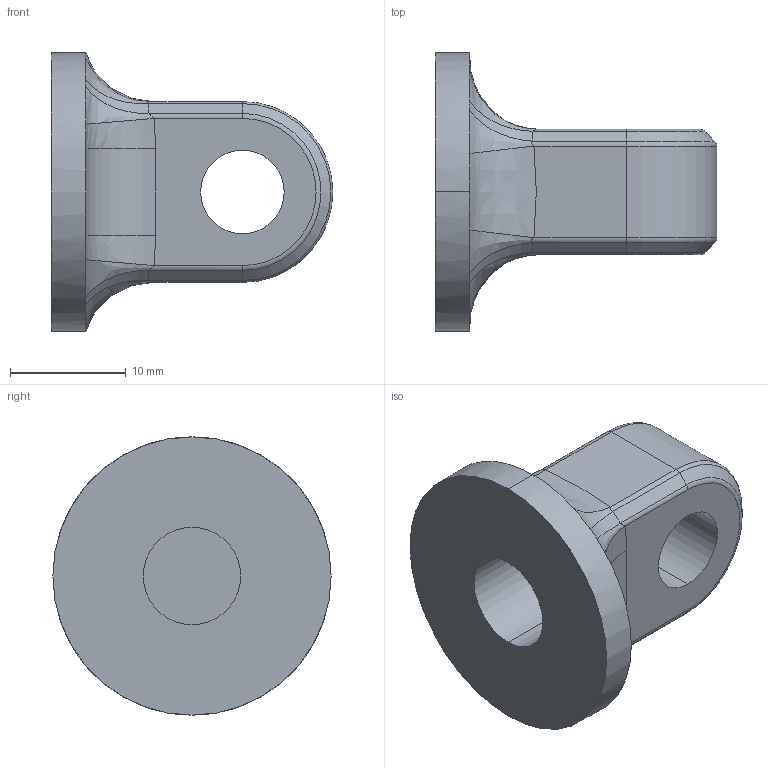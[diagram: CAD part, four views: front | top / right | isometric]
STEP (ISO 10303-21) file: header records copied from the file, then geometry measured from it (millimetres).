
FILE_DESCRIPTION (( 'STEP AP214' ), '1' );
FILE_NAME ('Gripper.STEP', '2024-12-17T22:04:00', ( '' ), ( '' ), 'SwSTEP 2.0', 'SolidWorks 2020', '' );
FILE_SCHEMA (( 'AUTOMOTIVE_DESIGN' ));
Length unit declared in the file: millimetre
Products named in the file (1): Gripper
Bounding box: 24.3 x 24 x 24 mm (x, y, z)
Volume: 4021.8 mm3; surface area: 2351.1 mm2
Topology: 1 solids, 1 shells, 53 faces, 118 edges, 68 vertices
Faces by surface type: bspline 18, cylinder 17, plane 12, torus 4, cone 2
Entity records: 1914 total; most frequent: CARTESIAN_POINT 760, DIRECTION 240, ORIENTED_EDGE 236, EDGE_CURVE 118, AXIS2_PLACEMENT_3D 104, VERTEX_POINT 68, CIRCLE 68, EDGE_LOOP 56
